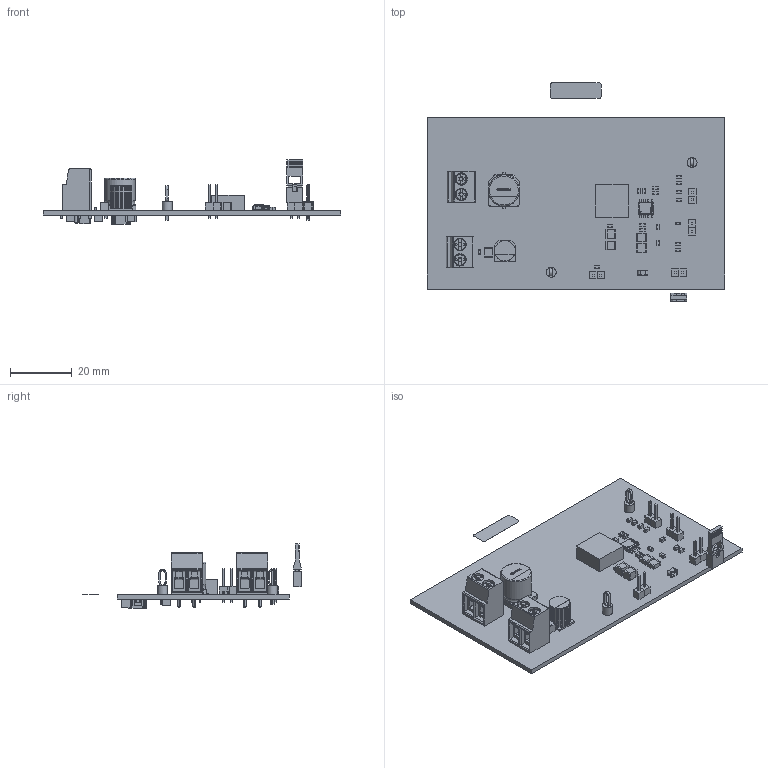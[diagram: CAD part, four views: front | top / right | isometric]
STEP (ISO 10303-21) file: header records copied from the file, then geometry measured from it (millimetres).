
FILE_DESCRIPTION(('Open CASCADE Model'),'2;1');
FILE_NAME('Open CASCADE Shape Model','2022-10-05T11:58:53',('Author'),( 'Open CASCADE'),'Open CASCADE STEP processor 6.8','Open CASCADE 6.8' ,'Unknown');
FILE_SCHEMA(('AUTOMOTIVE_DESIGN { 1 0 10303 214 1 1 1 1 }'));
Length unit declared in the file: millimetre
Products named in the file (119): PCB; Board; LBL1; 6030835136; Extruded; C8; Cap_EEE-HA2A330P_RADIAL; 10_SIZE_CODE_G; 10x9.3L_SIDE_CODE_G; 10_SIZE_CODE_G; 10_SIZE_CODE_G; Panasonic; J3; 1935776; 1935776_1; C23; 6030833408; 6030833216; C22; 6030832640; 6030832448; C21; C2; C11; 6030834176; 6030833984; R8; L1; 6030834560; U1; IC_LMR38020FDDAR_SOIC8_PowerPAD; IC_BODY; circle; IC_LEG; Texas_Instruments; IC_LEG_MIR8; EP; R3; J6; SamtecTSW-07_2x1 ...
Assembly tree (209 placements, depth 5):
  PCB
    Board
    LBL1
      6030835136
        Extruded
    C8
      Cap_EEE-HA2A330P_RADIAL
        10_SIZE_CODE_G
          10x9.3L_SIDE_CODE_G
          10_SIZE_CODE_G
          10_SIZE_CODE_G  x2
          Panasonic
    J3
      1935776
        1935776_1
    C23
      6030833408  x2
        Extruded
      6030833216
        Extruded
    C22
      6030832640  x2
        Extruded
      6030832448
        Extruded
    C21
      6030832640  x2
        Extruded
      6030832448
        Extruded
    C2
      6030833408  x2
        Extruded
      6030833216
        Extruded
    C11
      6030834176  x2
        Extruded
      6030833984
        Extruded
    R8
      6030833408  x2
        Extruded
      6030833216
        Extruded
    L1
      6030834560
        Extruded
    U1
      IC_LMR38020FDDAR_SOIC8_PowerPAD
        IC_BODY
        circle
        IC_LEG  x4
        Texas_Instruments
        IC_LEG_MIR8  x4
        EP
    R3
      6030833408  x2
        Extruded
      6030833216
Bounding box: 96.77 x 70.99 x 21.04 mm (x, y, z)
Volume: 12452.2 mm3; surface area: 17395.9 mm2
Topology: 168 solids, 168 shells, 2412 faces, 6041 edges, 3978 vertices
Faces by surface type: plane 1804, bspline 289, cylinder 278, cone 16, sphere 13, torus 12
Full cylindrical faces by diameter (mm): 0.4 x1, 1.016 x8, 1.1 x2, 1.2 x2, 1.3 x4, 1.6 x2, 3.2 x2, 10 x2
Entity records: 56388 total; most frequent: CARTESIAN_POINT 12705, ORIENTED_EDGE 8018, DIRECTION 6765, EDGE_CURVE 4009, LINE 2971, VECTOR 2971, VERTEX_POINT 2643, AXIS2_PLACEMENT_3D 1897
